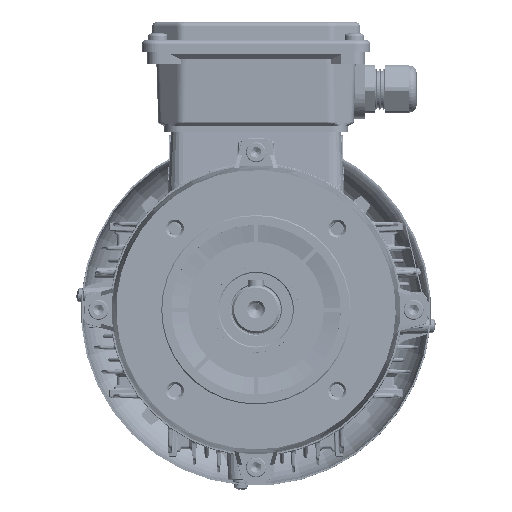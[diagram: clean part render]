
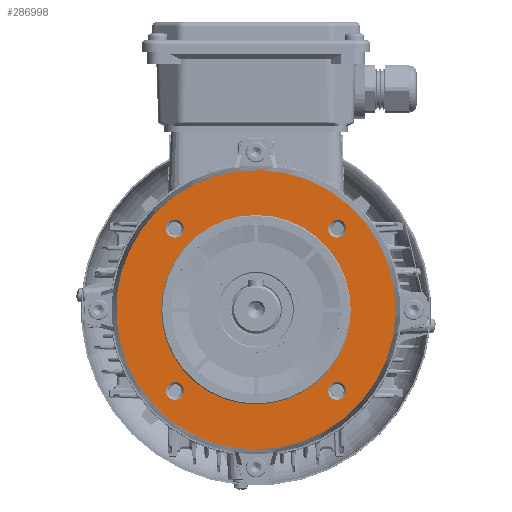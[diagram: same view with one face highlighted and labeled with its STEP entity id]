
A CAD part, top view. The second image highlights one B-rep face of the part: STEP entity #286998.
In plain terms, the highlighted face is planar.
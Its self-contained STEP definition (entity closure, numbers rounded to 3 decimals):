
#286397=CARTESIAN_POINT('',(-38.779,-70.761,40.659));
#286398=VERTEX_POINT('',#286397);
#286399=CARTESIAN_POINT('',(-38.779,-66.261,40.659));
#286400=DIRECTION('',(1.0,0.0,0.0));
#286401=DIRECTION('',(0.0,-1.0,0.0));
#286402=AXIS2_PLACEMENT_3D('',#286399,#286400,#286401);
#286403=CIRCLE('',#286402,4.5);
#286404=EDGE_CURVE('',#286398,#286398,#286403,.T.);
#286445=CARTESIAN_POINT('',(-38.779,-66.261,-45.159));
#286446=VERTEX_POINT('',#286445);
#286447=CARTESIAN_POINT('',(-38.779,-66.261,-40.659));
#286448=DIRECTION('',(1.0,0.0,0.0));
#286449=DIRECTION('',(0.0,0.0,-1.0));
#286450=AXIS2_PLACEMENT_3D('',#286447,#286448,#286449);
#286451=CIRCLE('',#286450,4.5);
#286452=EDGE_CURVE('',#286446,#286446,#286451,.T.);
#286493=CARTESIAN_POINT('',(-38.779,19.557,-40.659));
#286494=VERTEX_POINT('',#286493);
#286495=CARTESIAN_POINT('',(-38.779,15.057,-40.659));
#286496=DIRECTION('',(1.0,0.0,0.0));
#286497=DIRECTION('',(0.0,1.0,0.0));
#286498=AXIS2_PLACEMENT_3D('',#286495,#286496,#286497);
#286499=CIRCLE('',#286498,4.5);
#286500=EDGE_CURVE('',#286494,#286494,#286499,.T.);
#286541=CARTESIAN_POINT('',(-38.779,15.057,45.159));
#286542=VERTEX_POINT('',#286541);
#286543=CARTESIAN_POINT('',(-38.779,15.057,40.659));
#286544=DIRECTION('',(1.0,0.0,0.0));
#286545=DIRECTION('',(0.0,0.0,1.0));
#286546=AXIS2_PLACEMENT_3D('',#286543,#286544,#286545);
#286547=CIRCLE('',#286546,4.5);
#286548=EDGE_CURVE('',#286542,#286542,#286547,.T.);
#286836=CARTESIAN_POINT('',(-38.779,21.898,0.));
#286837=VERTEX_POINT('',#286836);
#286838=CARTESIAN_POINT('',(-38.779,-25.602,0.));
#286839=DIRECTION('',(-1.0,0.0,0.0));
#286840=DIRECTION('',(0.0,1.0,0.0));
#286841=AXIS2_PLACEMENT_3D('',#286838,#286839,#286840);
#286842=CIRCLE('',#286841,47.5);
#286843=EDGE_CURVE('',#286837,#286837,#286842,.T.);
#286967=CARTESIAN_POINT('',(-38.779,46.64,0.));
#286968=DIRECTION('',(1.0,0.0,0.0));
#286969=DIRECTION('',(0.0,0.0,-1.0));
#286970=AXIS2_PLACEMENT_3D('',#286967,#286968,#286969);
#286971=PLANE('',#286970);
#286972=CARTESIAN_POINT('',(-38.779,-95.655,0.));
#286973=VERTEX_POINT('',#286972);
#286974=CARTESIAN_POINT('',(-38.779,-25.602,0.0));
#286975=DIRECTION('',(1.0,0.0,0.0));
#286976=DIRECTION('',(0.0,1.0,0.0));
#286977=AXIS2_PLACEMENT_3D('',#286974,#286975,#286976);
#286978=CIRCLE('',#286977,70.052);
#286979=EDGE_CURVE('',#286973,#286973,#286978,.T.);
#286980=ORIENTED_EDGE('',*,*,#286979,.F.);
#286981=EDGE_LOOP('',(#286980));
#286982=FACE_OUTER_BOUND('',#286981,.T.);
#286983=ORIENTED_EDGE('',*,*,#286404,.T.);
#286984=EDGE_LOOP('',(#286983));
#286985=FACE_BOUND('',#286984,.T.);
#286986=ORIENTED_EDGE('',*,*,#286452,.T.);
#286987=EDGE_LOOP('',(#286986));
#286988=FACE_BOUND('',#286987,.T.);
#286989=ORIENTED_EDGE('',*,*,#286500,.T.);
#286990=EDGE_LOOP('',(#286989));
#286991=FACE_BOUND('',#286990,.T.);
#286992=ORIENTED_EDGE('',*,*,#286548,.T.);
#286993=EDGE_LOOP('',(#286992));
#286994=FACE_BOUND('',#286993,.T.);
#286995=ORIENTED_EDGE('',*,*,#286843,.F.);
#286996=EDGE_LOOP('',(#286995));
#286997=FACE_BOUND('',#286996,.T.);
#286998=ADVANCED_FACE('',(#286982,#286985,#286988,#286991,#286994,#286997),#286971,.F.);
